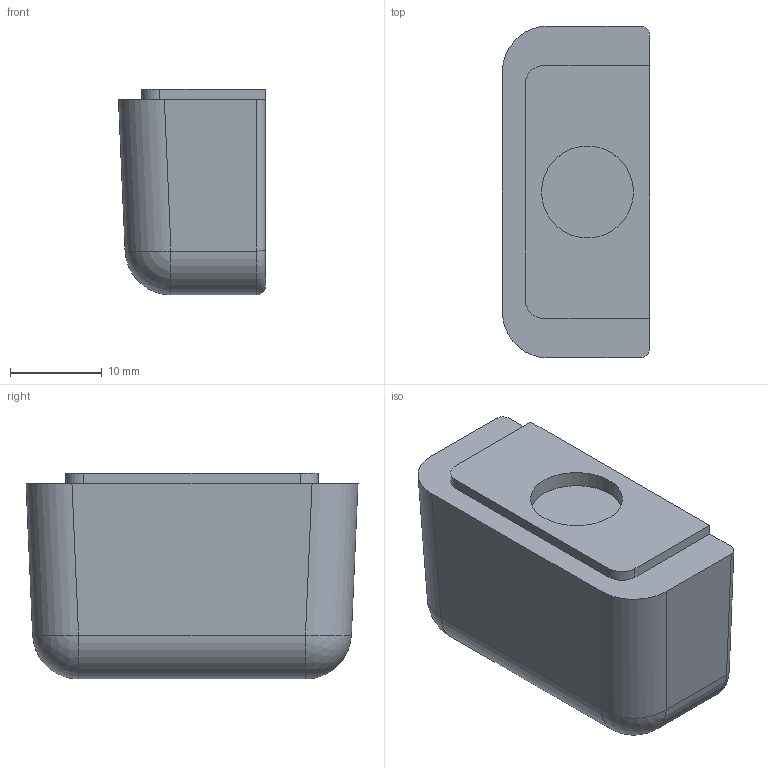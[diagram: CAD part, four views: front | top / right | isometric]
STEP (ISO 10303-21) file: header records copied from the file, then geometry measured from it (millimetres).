
FILE_DESCRIPTION(/* description */ (''),/* implementation_level */ '2;1');
FILE_NAME(/* name */ 'DJ Hero - Left Side Magnetic Mount.step',/* time_stamp */ '2018-08-04T23:55:01-04:00',/* author */ (''),/* organization */ (''),/* preprocessor_version */ 'ST-DEVELOPER v17',/* originating_system */ 'Autodesk Translation Framework v7.1.0.215',/* authorisation */ '');
FILE_SCHEMA (('AUTOMOTIVE_DESIGN { 1 0 10303 214 3 1 1 }'));
Length unit declared in the file: millimetre
Products named in the file (1): DJ Hero - Left Side Magnetic Mount
Bounding box: 16 x 36.11 x 22.4 mm (x, y, z)
Volume: 11387.9 mm3; surface area: 3123.3 mm2
Topology: 1 solids, 1 shells, 26 faces, 61 edges, 38 vertices
Faces by surface type: cylinder 11, plane 11, sphere 2, torus 2
Full cylindrical faces by diameter (mm): 10 x1
Entity records: 787 total; most frequent: DIRECTION 141, CARTESIAN_POINT 126, ORIENTED_EDGE 122, EDGE_CURVE 61, AXIS2_PLACEMENT_3D 53, VERTEX_POINT 38, LINE 35, VECTOR 35
